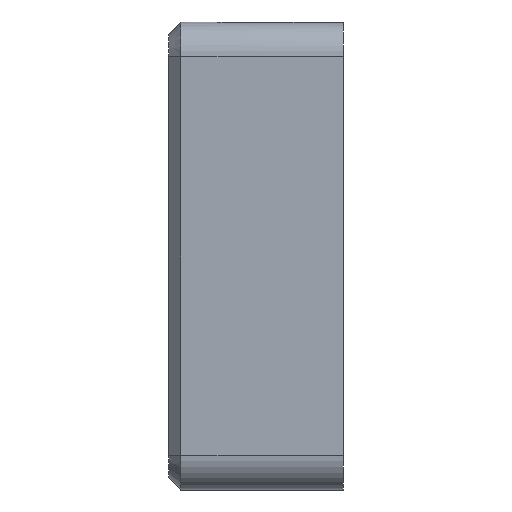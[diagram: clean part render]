
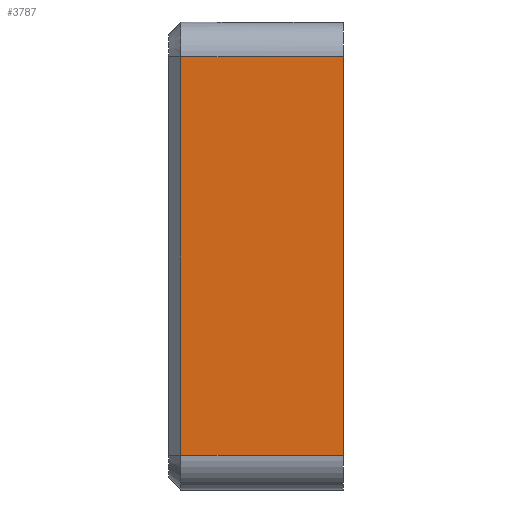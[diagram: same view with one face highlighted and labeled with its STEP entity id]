
A CAD part, left-side view. The second image highlights one B-rep face of the part: STEP entity #3787.
In plain terms, the highlighted planar face has unit normal (-1, 0, 0).
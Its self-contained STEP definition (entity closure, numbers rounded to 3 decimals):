
#408 = ORIENTED_EDGE ( 'NONE', *, *, #457, .T. ) ;
#457 = EDGE_CURVE ( 'NONE', #10015, #2040, #11357, .T. ) ;
#606 = ORIENTED_EDGE ( 'NONE', *, *, #2324, .T. ) ;
#1267 = LINE ( 'NONE', #11283, #10378 ) ;
#2010 = DIRECTION ( 'NONE',  ( 0., -1., 0. ) ) ;
#2040 = VERTEX_POINT ( 'NONE', #4863 ) ;
#2152 = VECTOR ( 'NONE', #11123, 1000. ) ;
#2324 = EDGE_CURVE ( 'NONE', #10674, #9240, #1267, .T. ) ;
#2400 = DIRECTION ( 'NONE',  ( 0., 0., -1. ) ) ;
#2892 = FACE_OUTER_BOUND ( 'NONE', #3088, .T. ) ;
#3088 = EDGE_LOOP ( 'NONE', ( #3648, #606, #11640, #408 ) ) ;
#3648 = ORIENTED_EDGE ( 'NONE', *, *, #6258, .F. ) ;
#3767 = CARTESIAN_POINT ( 'NONE',  ( -67., 0., -57. ) ) ;
#3787 = ADVANCED_FACE ( 'NONE', ( #2892 ), #6911, .F. ) ;
#3835 = VECTOR ( 'NONE', #2010, 1000. ) ;
#4180 = CARTESIAN_POINT ( 'NONE',  ( -67., 50., 57. ) ) ;
#4804 = EDGE_CURVE ( 'NONE', #9240, #10015, #6403, .T. ) ;
#4863 = CARTESIAN_POINT ( 'NONE',  ( -67., 0., 57. ) ) ;
#4920 = CARTESIAN_POINT ( 'NONE',  ( -67., 50., 57. ) ) ;
#4987 = LINE ( 'NONE', #4920, #5362 ) ;
#5362 = VECTOR ( 'NONE', #10394, 1000. ) ;
#5730 = CARTESIAN_POINT ( 'NONE',  ( -67., 46.5, 57. ) ) ;
#6258 = EDGE_CURVE ( 'NONE', #10674, #2040, #4987, .T. ) ;
#6403 = LINE ( 'NONE', #9944, #3835 ) ;
#6911 = PLANE ( 'NONE',  #10222 ) ;
#9130 = CARTESIAN_POINT ( 'NONE',  ( -67., 46.5, -57. ) ) ;
#9240 = VERTEX_POINT ( 'NONE', #9130 ) ;
#9354 = CARTESIAN_POINT ( 'NONE',  ( -67., 0., 57. ) ) ;
#9944 = CARTESIAN_POINT ( 'NONE',  ( -67., 50., -57. ) ) ;
#10015 = VERTEX_POINT ( 'NONE', #3767 ) ;
#10222 = AXIS2_PLACEMENT_3D ( 'NONE', #4180, #10506, #2400 ) ;
#10269 = DIRECTION ( 'NONE',  ( 0., 0., -1. ) ) ;
#10378 = VECTOR ( 'NONE', #10269, 1000. ) ;
#10394 = DIRECTION ( 'NONE',  ( 0., -1., 0. ) ) ;
#10506 = DIRECTION ( 'NONE',  ( 1., 0., 0. ) ) ;
#10674 = VERTEX_POINT ( 'NONE', #5730 ) ;
#11123 = DIRECTION ( 'NONE',  ( 0., 0., 1. ) ) ;
#11283 = CARTESIAN_POINT ( 'NONE',  ( -67., 46.5, 57. ) ) ;
#11357 = LINE ( 'NONE', #9354, #2152 ) ;
#11640 = ORIENTED_EDGE ( 'NONE', *, *, #4804, .T. ) ;
